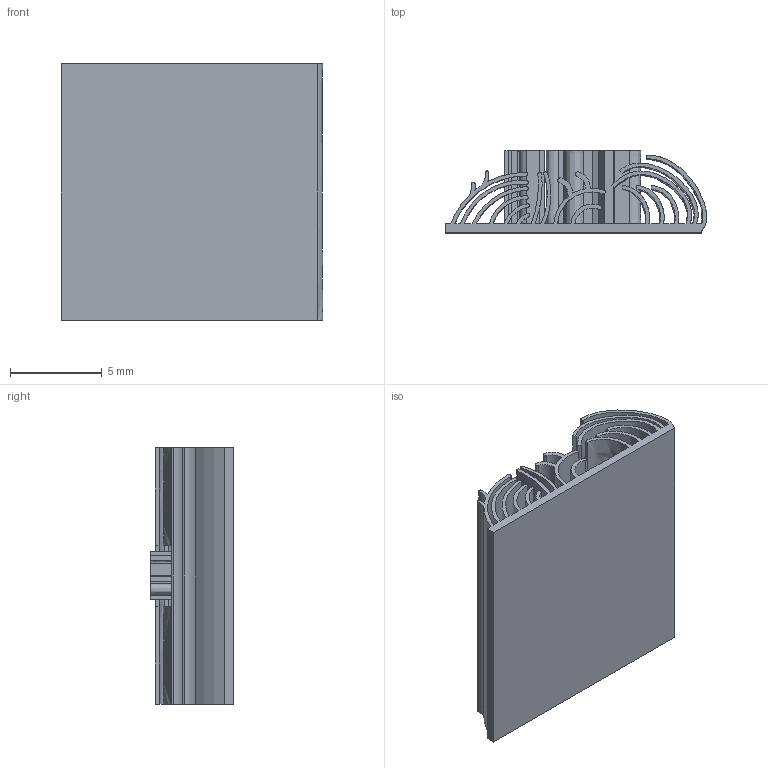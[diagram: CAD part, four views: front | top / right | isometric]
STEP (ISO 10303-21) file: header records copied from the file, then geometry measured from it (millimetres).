
FILE_DESCRIPTION((''),'2;1');
FILE_NAME('HEAT_SINK','2014-05-01T',('sreuven'),(''),'PRO/ENGINEER BY PARAMETRIC TECHNOLOGY CORPORATION, 2013040','PRO/ENGINEER BY PARAMETRIC TECHNOLOGY CORPORATION, 2013040','');
FILE_SCHEMA(('AUTOMOTIVE_DESIGN_CC2 { 1 2 10303 214 -1 1 5 2 }'));
Length unit declared in the file: millimetre
Products named in the file (1): HEAT_SINK
Bounding box: 14.26 x 4.5 x 14 mm (x, y, z)
Volume: 284.7 mm3; surface area: 2196.9 mm2
Topology: 1 solids, 1 shells, 287 faces, 904 edges, 632 vertices
Faces by surface type: plane 172, cylinder 78, extrusion 37
Entity records: 14827 total; most frequent: CARTESIAN_POINT 2972, ORIENTED_EDGE 1808, DIRECTION 1592, PRESENTATION_STYLE_ASSIGNMENT 1056, STYLED_ITEM 929, CURVE_STYLE 928, EDGE_CURVE 904, VERTEX_POINT 632
